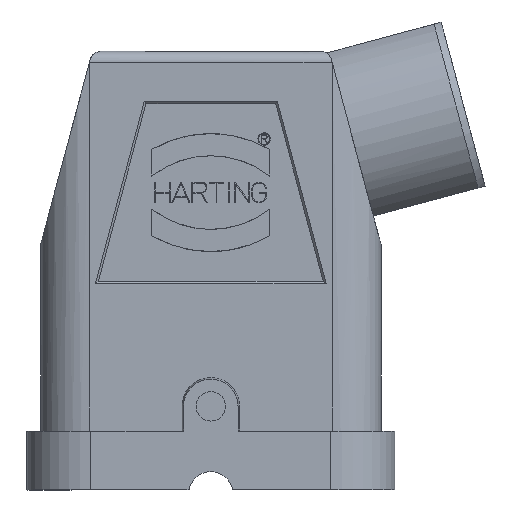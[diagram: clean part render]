
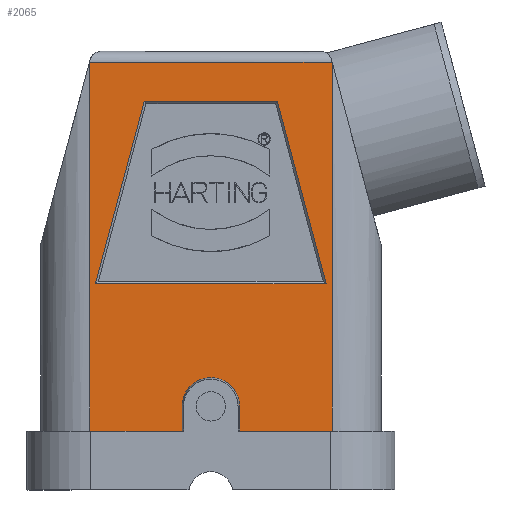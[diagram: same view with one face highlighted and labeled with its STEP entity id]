
A CAD part, front view. The second image highlights one B-rep face of the part: STEP entity #2065.
In plain terms, the highlighted planar face has unit normal (0, -1, 0).
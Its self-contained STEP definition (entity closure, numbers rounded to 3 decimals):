
#1729=FACE_BOUND('',#2778,.T.);
#1730=FACE_BOUND('',#2779,.T.);
#1828=CIRCLE('',#7021,3.9);
#2065=ADVANCED_FACE('',(#1729,#1730),#2286,.T.);
#2286=PLANE('',#7024);
#2778=EDGE_LOOP('',(#4812,#4813,#4814,#4815));
#2779=EDGE_LOOP('',(#4816,#4817,#4818,#4819,#4820,#4821,#4822,#4823));
#3166=LINE('',#9246,#3659);
#3169=LINE('',#9252,#3662);
#3171=LINE('',#9256,#3664);
#3173=LINE('',#9260,#3666);
#3238=LINE('',#9554,#3731);
#3255=LINE('',#9714,#3748);
#3256=LINE('',#9717,#3749);
#3257=LINE('',#9718,#3750);
#3258=LINE('',#9720,#3751);
#3259=LINE('',#9722,#3752);
#3260=LINE('',#9723,#3753);
#3659=VECTOR('',#7785,1.);
#3662=VECTOR('',#7790,1.);
#3664=VECTOR('',#7794,1.);
#3666=VECTOR('',#7798,1.);
#3731=VECTOR('',#7987,1.);
#3748=VECTOR('',#8070,1.);
#3749=VECTOR('',#8071,1.);
#3750=VECTOR('',#8072,1.);
#3751=VECTOR('',#8073,1.);
#3752=VECTOR('',#8074,1.);
#3753=VECTOR('',#8075,1.);
#4812=ORIENTED_EDGE('',*,*,#6074,.T.);
#4813=ORIENTED_EDGE('',*,*,#6067,.T.);
#4814=ORIENTED_EDGE('',*,*,#6070,.T.);
#4815=ORIENTED_EDGE('',*,*,#6072,.T.);
#4816=ORIENTED_EDGE('',*,*,#6228,.T.);
#4817=ORIENTED_EDGE('',*,*,#6229,.T.);
#4818=ORIENTED_EDGE('',*,*,#6224,.T.);
#4819=ORIENTED_EDGE('',*,*,#6230,.T.);
#4820=ORIENTED_EDGE('',*,*,#6231,.T.);
#4821=ORIENTED_EDGE('',*,*,#6232,.T.);
#4822=ORIENTED_EDGE('',*,*,#6183,.T.);
#4823=ORIENTED_EDGE('',*,*,#6233,.T.);
#5498=VERTEX_POINT('',#9247);
#5499=VERTEX_POINT('',#9248);
#5500=VERTEX_POINT('',#9253);
#5501=VERTEX_POINT('',#9257);
#5573=VERTEX_POINT('',#9555);
#5574=VERTEX_POINT('',#9556);
#5600=VERTEX_POINT('',#9706);
#5601=VERTEX_POINT('',#9707);
#5604=VERTEX_POINT('',#9715);
#5605=VERTEX_POINT('',#9716);
#5606=VERTEX_POINT('',#9719);
#5607=VERTEX_POINT('',#9721);
#6067=EDGE_CURVE('',#5498,#5499,#3166,.T.);
#6070=EDGE_CURVE('',#5499,#5500,#3169,.T.);
#6072=EDGE_CURVE('',#5500,#5501,#3171,.T.);
#6074=EDGE_CURVE('',#5501,#5498,#3173,.T.);
#6183=EDGE_CURVE('',#5573,#5574,#3238,.T.);
#6224=EDGE_CURVE('',#5600,#5601,#1828,.T.);
#6228=EDGE_CURVE('',#5604,#5605,#3255,.T.);
#6229=EDGE_CURVE('',#5605,#5600,#3256,.T.);
#6230=EDGE_CURVE('',#5601,#5606,#3257,.T.);
#6231=EDGE_CURVE('',#5606,#5607,#3258,.T.);
#6232=EDGE_CURVE('',#5607,#5573,#3259,.T.);
#6233=EDGE_CURVE('',#5574,#5604,#3260,.T.);
#7021=AXIS2_PLACEMENT_3D('',#9705,#8062,#8063);
#7024=AXIS2_PLACEMENT_3D('',#9724,#8076,#8077);
#7785=DIRECTION('',(-1.,0.,0.));
#7790=DIRECTION('',(0.259,0.,0.966));
#7794=DIRECTION('',(1.,0.,0.));
#7798=DIRECTION('',(0.259,0.,-0.966));
#7987=DIRECTION('',(-1.,0.,0.));
#8062=DIRECTION('',(0.,1.,0.));
#8063=DIRECTION('',(-1.,0.,0.));
#8070=DIRECTION('',(1.,0.,0.));
#8071=DIRECTION('',(0.,0.,1.));
#8072=DIRECTION('',(0.,0.,-1.));
#8073=DIRECTION('',(1.,0.,0.));
#8074=DIRECTION('',(0.,0.,1.));
#8075=DIRECTION('',(0.,0.,-1.));
#8076=DIRECTION('',(0.,-1.,0.));
#8077=DIRECTION('',(1.,0.,0.));
#9246=CARTESIAN_POINT('',(2.837,-63.157,-53.444));
#9247=CARTESIAN_POINT('',(5.444,-63.157,-53.444));
#9248=CARTESIAN_POINT('',(-25.856,-63.157,-53.444));
#9252=CARTESIAN_POINT('',(-25.182,-63.157,-50.926));
#9253=CARTESIAN_POINT('',(-19.238,-63.157,-28.744));
#9256=CARTESIAN_POINT('',(-17.703,-63.157,-28.744));
#9257=CARTESIAN_POINT('',(-1.174,-63.157,-28.744));
#9260=CARTESIAN_POINT('',(-0.777,-63.157,-30.226));
#9554=CARTESIAN_POINT('',(4.709,-63.157,-23.444));
#9555=CARTESIAN_POINT('',(6.244,-63.157,-23.444));
#9556=CARTESIAN_POINT('',(-26.656,-63.157,-23.444));
#9705=CARTESIAN_POINT('',(-10.206,-63.157,-70.094));
#9706=CARTESIAN_POINT('',(-14.106,-63.157,-70.094));
#9707=CARTESIAN_POINT('',(-6.306,-63.157,-70.094));
#9714=CARTESIAN_POINT('',(-36.404,-63.157,-73.444));
#9715=CARTESIAN_POINT('',(-26.656,-63.157,-73.444));
#9716=CARTESIAN_POINT('',(-14.106,-63.157,-73.444));
#9717=CARTESIAN_POINT('',(-14.106,-63.157,-72.944));
#9718=CARTESIAN_POINT('',(-6.306,-63.157,-70.094));
#9719=CARTESIAN_POINT('',(-6.306,-63.157,-73.444));
#9720=CARTESIAN_POINT('',(-36.404,-63.157,-73.444));
#9721=CARTESIAN_POINT('',(6.244,-63.157,-73.444));
#9722=CARTESIAN_POINT('',(6.244,-63.157,-72.944));
#9723=CARTESIAN_POINT('',(-26.656,-63.157,-29.171));
#9724=CARTESIAN_POINT('',(-27.656,-63.157,-74.732));
